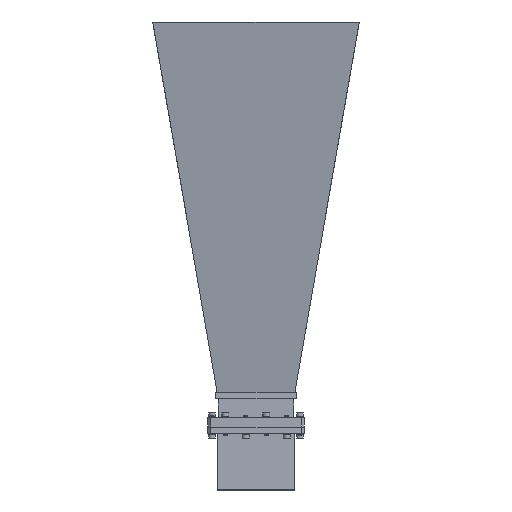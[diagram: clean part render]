
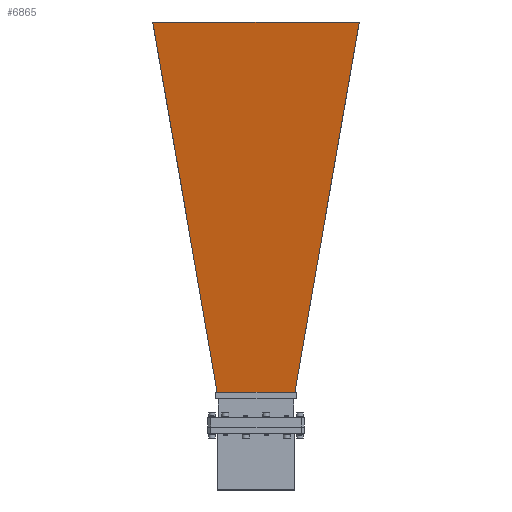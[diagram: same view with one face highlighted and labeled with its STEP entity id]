
A CAD part, front view. The second image highlights one B-rep face of the part: STEP entity #6865.
In plain terms, the highlighted face is planar.
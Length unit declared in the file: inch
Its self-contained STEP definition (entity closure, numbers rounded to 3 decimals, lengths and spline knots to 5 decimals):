
#29 = DIRECTION ( 'NONE',  ( 1., 0., 0. ) ) ;
#464 = CARTESIAN_POINT ( 'NONE',  ( -3.08112, 0.375, 0.76602 ) ) ;
#465 = ORIENTED_EDGE ( 'NONE', *, *, #9650, .F. ) ;
#859 = DIRECTION ( 'NONE',  ( -0.169, -0.974, -0.149 ) ) ;
#1265 = DIRECTION ( 'NONE',  ( 0., -0.989, -0.151 ) ) ;
#2368 = ORIENTED_EDGE ( 'NONE', *, *, #4342, .T. ) ;
#2373 = CARTESIAN_POINT ( 'NONE',  ( 4.09956, 15.07023, 3.008 ) ) ;
#2708 = EDGE_CURVE ( 'NONE', #9104, #7718, #7175, .T. ) ;
#3171 = LINE ( 'NONE', #4903, #10047 ) ;
#4255 = DIRECTION ( 'NONE',  ( 1., 0., 0. ) ) ;
#4299 = EDGE_LOOP ( 'NONE', ( #465, #9430, #8786, #2368 ) ) ;
#4342 = EDGE_CURVE ( 'NONE', #7055, #9516, #7505, .T. ) ;
#4903 = CARTESIAN_POINT ( 'NONE',  ( -4.49675, 17.35328, 3.35631 ) ) ;
#5166 = PLANE ( 'NONE',  #9326 ) ;
#5329 = CARTESIAN_POINT ( 'NONE',  ( -17.92529, 15.07023, 3.008 ) ) ;
#6116 = LINE ( 'NONE', #8687, #9376 ) ;
#6208 = VECTOR ( 'NONE', #4255, 39.37008 ) ;
#6846 = CARTESIAN_POINT ( 'NONE',  ( 1.543, 0.375, 0.76602 ) ) ;
#6865 = ADVANCED_FACE ( 'NONE', ( #9356 ), #5166, .T. ) ;
#7055 = VERTEX_POINT ( 'NONE', #8268 ) ;
#7175 = LINE ( 'NONE', #9338, #8109 ) ;
#7505 = LINE ( 'NONE', #464, #6208 ) ;
#7718 = VERTEX_POINT ( 'NONE', #2373 ) ;
#8109 = VECTOR ( 'NONE', #29, 39.37008 ) ;
#8268 = CARTESIAN_POINT ( 'NONE',  ( -1.543, 0.375, 0.76602 ) ) ;
#8485 = DIRECTION ( 'NONE',  ( 0., -0.151, 0.989 ) ) ;
#8687 = CARTESIAN_POINT ( 'NONE',  ( 4.49675, 17.35328, 3.35631 ) ) ;
#8786 = ORIENTED_EDGE ( 'NONE', *, *, #9698, .T. ) ;
#9104 = VERTEX_POINT ( 'NONE', #9286 ) ;
#9286 = CARTESIAN_POINT ( 'NONE',  ( -4.09956, 15.07023, 3.008 ) ) ;
#9326 = AXIS2_PLACEMENT_3D ( 'NONE', #5329, #8485, #1265 ) ;
#9338 = CARTESIAN_POINT ( 'NONE',  ( -17.92529, 15.07023, 3.008 ) ) ;
#9356 = FACE_OUTER_BOUND ( 'NONE', #4299, .T. ) ;
#9376 = VECTOR ( 'NONE', #859, 39.37008 ) ;
#9430 = ORIENTED_EDGE ( 'NONE', *, *, #2708, .F. ) ;
#9513 = DIRECTION ( 'NONE',  ( 0.169, -0.974, -0.149 ) ) ;
#9516 = VERTEX_POINT ( 'NONE', #6846 ) ;
#9650 = EDGE_CURVE ( 'NONE', #7718, #9516, #6116, .T. ) ;
#9698 = EDGE_CURVE ( 'NONE', #9104, #7055, #3171, .T. ) ;
#10047 = VECTOR ( 'NONE', #9513, 39.37008 ) ;
